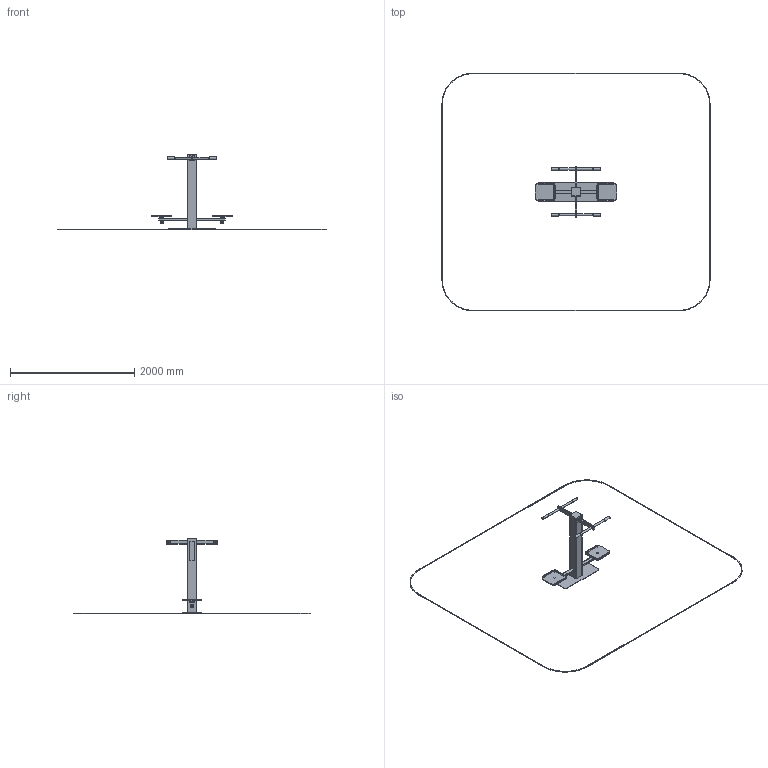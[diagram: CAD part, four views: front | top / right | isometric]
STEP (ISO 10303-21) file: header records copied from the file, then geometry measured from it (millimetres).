
FILE_DESCRIPTION(('STEP AP214'), '1');
FILE_NAME('Óëè÷íûé òðåíàæåð “Òâèñòåð” äâîéíîé', '', ('UNSPECIFIED'), ('UNSPECIFIED'), 'C3D Converter', 'C3D Toolkit', '');
FILE_SCHEMA(('AUTOMOTIVE_DESIGN { 1 0 10303 214 3 1 1}'));
Length unit declared in the file: millimetre
Products named in the file (36): УТ-18-18-00.00.00; УТ-18-18-00.01.00; УТ-10.00.02.04; УТ-18.00.01.04; УТ-18.00.01.05; УТ-18-18-00.01.01; УТ-18.00.01.02; НФ-00002187; УТ-18.03.00.00; УТ-18Н.1.14.02.01.00; РД-УТ-02-00.00; РД-УТ-02-01.00-3020; УТ-26Н.1.14.05.01.03; УТ-18Н.1.14.05.01.04; УТ-26Н.1.14.05.01.01; ФК-УТ-06-2020; ФК-03.03
Assembly tree (56 placements, depth 5):
  УТ-18-18-00.00.00
    УТ-18-18-00.00.00
      УТ-18-18-00.01.00
        УТ-10.00.02.04
        УТ-18.00.01.04
        УТ-18.00.01.05  x2
        УТ-18-18-00.01.01
        УТ-18.00.01.02  x2
      НФ-00002187  x2
      УТ-18.03.00.00  x2
        УТ-18Н.1.14.02.01.00
          (unnamed)
          (unnamed)
        (unnamed)
      (unnamed)  x2
      РД-УТ-02-00.00  x2
        РД-УТ-02-01.00-3020
          УТ-26Н.1.14.05.01.03
          УТ-18Н.1.14.05.01.04
          УТ-26Н.1.14.05.01.01
          (unnamed)  x2
        (unnamed)
        (unnamed)
      (unnamed)
      (unnamed)
      (unnamed)
      (unnamed)
    ФК-УТ-06-2020
      (unnamed)
        ФК-03.03  x6
        (unnamed)  x2
        (unnamed)  x3
      (unnamed)  x6
        (unnamed)
        (unnamed)
        (unnamed)
Bounding box: 4315 x 3826 x 1212 mm (x, y, z)
Volume: 11799260.4 mm3; surface area: 4417696.9 mm2
Topology: 38 solids, 38 shells, 725 faces, 1761 edges, 1141 vertices
Faces by surface type: plane 397, cylinder 256, torus 46, cone 18, bspline 8
Full cylindrical faces by diameter (mm): 5 x4, 7 x8, 10 x2, 12 x2, 18 x2, 28 x4, 29 x2, 30 x4, 31 x2, 32 x8, 34 x6, 35 x4, 37 x4, 40 x6, 43 x4, 44 x4, 48 x2, 55 x2, 65 x2
Entity records: 21525 total; most frequent: CARTESIAN_POINT 3929, DIRECTION 2643, ORIENTED_EDGE 2320, EDGE_CURVE 1160, AXIS2_PLACEMENT_3D 928, VERTEX_POINT 803, LINE 787, VECTOR 787
